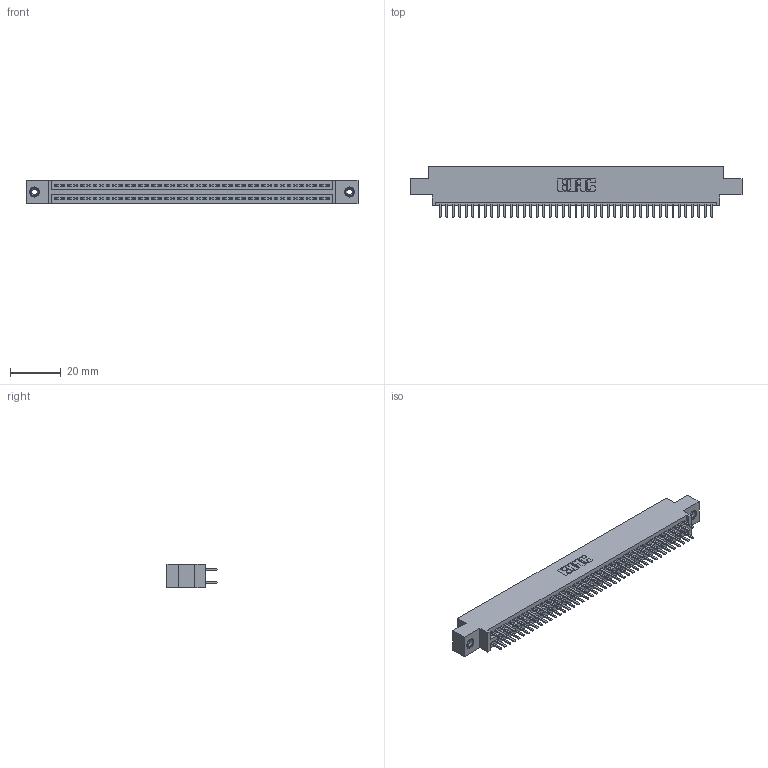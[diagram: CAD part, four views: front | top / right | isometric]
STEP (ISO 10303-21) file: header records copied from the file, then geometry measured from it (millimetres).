
FILE_DESCRIPTION (( 'STEP AP203' ), '1' );
FILE_NAME ('395-086-520-808.STEP', '2018-11-28T20:07:30', ( '' ), ( '' ), 'SwSTEP 2.0', 'SolidWorks 2016', '' );
FILE_SCHEMA (( 'CONFIG_CONTROL_DESIGN' ));
Length unit declared in the file: inch
Products named in the file (4): 395-086-520-808; 345 Part_0.170 Offset - 0.156 Dia-TI; 345-250-001_345-250-003-102; 345-292-001_345-293-120
Assembly tree (89 placements, depth 2):
  395-086-520-808
    345 Part_0.170 Offset - 0.156 Dia-TI
    345-292-001_345-293-120  x86
    345-250-001_345-250-003-102  x2
Bounding box: 130.43 x 19.68 x 9.4 mm (x, y, z)
Volume: 12521.6 mm3; surface area: 18604.9 mm2
Topology: 89 solids, 89 shells, 4834 faces, 13991 edges, 9090 vertices
Faces by surface type: plane 3126, cylinder 1692, cone 12, torus 4
Entity records: 35036 total; most frequent: CARTESIAN_POINT 5867, ORIENTED_EDGE 5782, DIRECTION 5185, EDGE_CURVE 2891, VECTOR 2563, LINE 2563, VERTEX_POINT 1920, AXIS2_PLACEMENT_3D 1311
